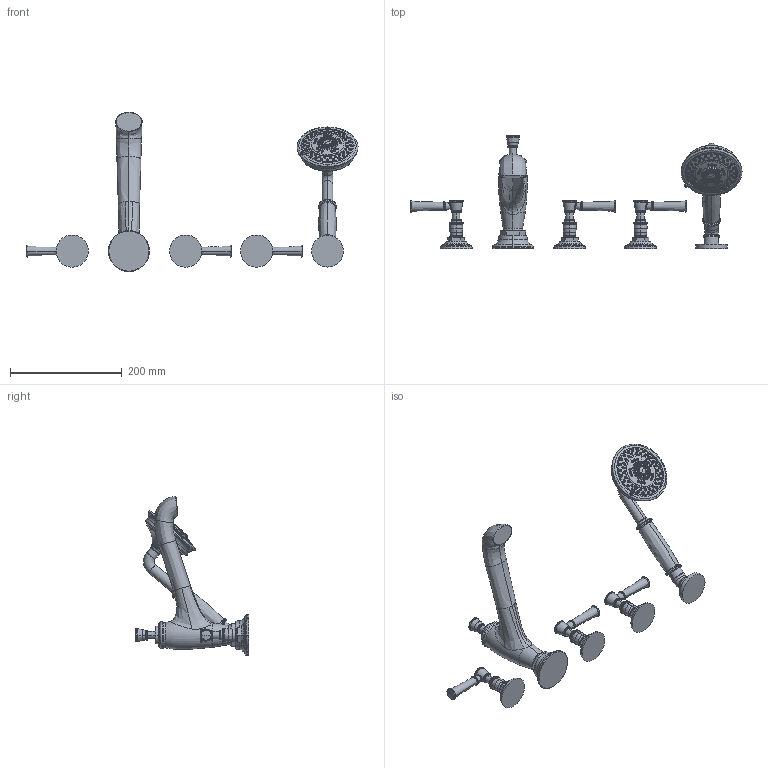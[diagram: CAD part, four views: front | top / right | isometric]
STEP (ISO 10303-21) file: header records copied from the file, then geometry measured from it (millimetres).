
FILE_DESCRIPTION((''),'2;1');
FILE_NAME('3-2917','2021-03-22T13:50:03',('jinson.thomas'),(''),'CREO PARAMETRIC BY PTC INC, 2018400','CREO PARAMETRIC BY PTC INC, 2018400','');
FILE_SCHEMA(('CONFIG_CONTROL_DESIGN'));
Products named in the file (1): 3-2917
Bounding box: 594.51 x 202.87 x 285.6 mm (x, y, z)
Volume: 1143100.4 mm3; surface area: 165160.6 mm2
Topology: 5 solids, 5 shells, 2597 faces, 6074 edges, 3763 vertices
Faces by surface type: plane 956, bspline 565, torus 440, cone 402, cylinder 198, revolution 24, sphere 12
Entity records: 135990 total; most frequent: CARTESIAN_POINT 83068, ORIENTED_EDGE 12116, DIRECTION 8919, EDGE_CURVE 6058, AXIS2_PLACEMENT_3D 3792, VERTEX_POINT 3763, B_SPLINE_CURVE_WITH_KNOTS 2987, EDGE_LOOP 2889
